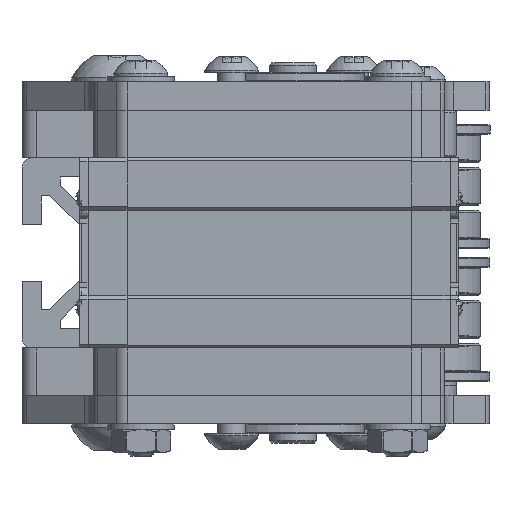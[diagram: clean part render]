
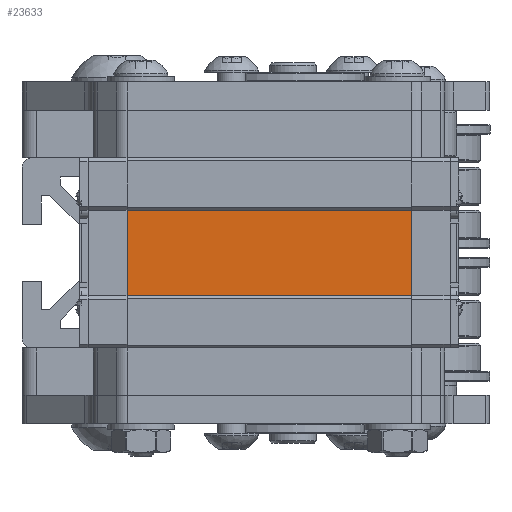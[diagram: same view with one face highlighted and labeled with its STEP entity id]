
A CAD part, left-side view. The second image highlights one B-rep face of the part: STEP entity #23633.
In plain terms, the highlighted planar face has unit normal (-1, 0, 0).
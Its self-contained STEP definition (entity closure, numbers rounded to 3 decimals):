
#1018=PLANE('',#25345);
#2247=FACE_OUTER_BOUND('',#3590,.T.);
#3590=EDGE_LOOP('',(#16573,#16574,#16575,#16576));
#5143=LINE('',#35855,#7322);
#5144=LINE('',#35857,#7323);
#5145=LINE('',#35859,#7324);
#5146=LINE('',#35860,#7325);
#7322=VECTOR('',#28182,29.9);
#7323=VECTOR('',#28183,9.);
#7324=VECTOR('',#28184,29.9);
#7325=VECTOR('',#28185,9.);
#10740=VERTEX_POINT('',#35853);
#10741=VERTEX_POINT('',#35854);
#10742=VERTEX_POINT('',#35856);
#10743=VERTEX_POINT('',#35858);
#13052=EDGE_CURVE('',#10740,#10741,#5143,.T.);
#13053=EDGE_CURVE('',#10741,#10742,#5144,.T.);
#13054=EDGE_CURVE('',#10743,#10742,#5145,.T.);
#13055=EDGE_CURVE('',#10740,#10743,#5146,.T.);
#16573=ORIENTED_EDGE('',*,*,#13052,.T.);
#16574=ORIENTED_EDGE('',*,*,#13053,.T.);
#16575=ORIENTED_EDGE('',*,*,#13054,.F.);
#16576=ORIENTED_EDGE('',*,*,#13055,.F.);
#23633=ADVANCED_FACE('',(#2247),#1018,.F.);
#25345=AXIS2_PLACEMENT_3D('',#35852,#28180,#28181);
#28180=DIRECTION('center_axis',(1.,0.,0.));
#28181=DIRECTION('ref_axis',(0.,1.,0.));
#28182=DIRECTION('',(0.,-1.,0.));
#28183=DIRECTION('',(0.,0.,1.));
#28184=DIRECTION('',(0.,-1.,0.));
#28185=DIRECTION('',(0.,0.,1.));
#35852=CARTESIAN_POINT('Origin',(148.968,219.998,-180.957));
#35853=CARTESIAN_POINT('',(148.968,219.998,-185.457));
#35854=CARTESIAN_POINT('',(148.968,190.098,-185.457));
#35855=CARTESIAN_POINT('',(148.968,219.998,-185.457));
#35856=CARTESIAN_POINT('',(148.968,190.098,-176.457));
#35857=CARTESIAN_POINT('',(148.968,190.098,-185.457));
#35858=CARTESIAN_POINT('',(148.968,219.998,-176.457));
#35859=CARTESIAN_POINT('',(148.968,219.998,-176.457));
#35860=CARTESIAN_POINT('',(148.968,219.998,-185.457));
